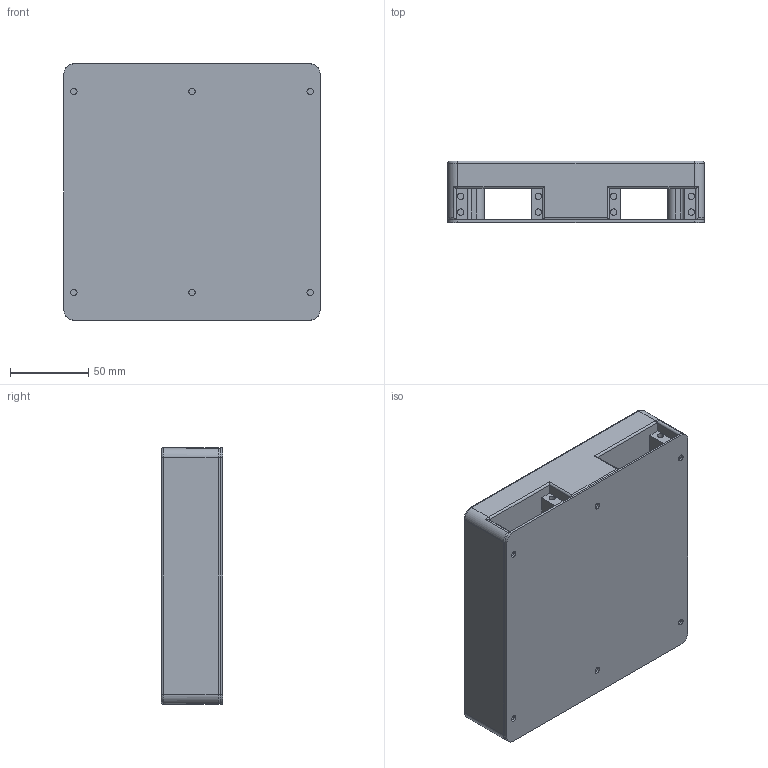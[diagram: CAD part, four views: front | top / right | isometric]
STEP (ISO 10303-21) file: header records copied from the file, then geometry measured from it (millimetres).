
FILE_DESCRIPTION(/* description */ (''),/* implementation_level */ '2;1');
FILE_NAME(/* name */ 'Chassis v15.step',/* time_stamp */ '2023-02-17T19:36:52-06:00',/* author */ (''),/* organization */ (''),/* preprocessor_version */ 'ST-DEVELOPER v19.2',/* originating_system */ 'Autodesk Translation Framework v11.17.0.187',/* authorisation */ '');
FILE_SCHEMA (('AUTOMOTIVE_DESIGN { 1 0 10303 214 3 1 1 }'));
Length unit declared in the file: inch
Products named in the file (1): Chassis
Bounding box: 163.32 x 39.12 x 163.32 mm (x, y, z)
Volume: 481570.6 mm3; surface area: 153711.8 mm2
Topology: 2 solids, 2 shells, 960 faces, 2548 edges, 1672 vertices
Faces by surface type: plane 455, bspline 323, cylinder 152, torus 28, sphere 2
Full cylindrical faces by diameter (mm): 3.4 x4, 4.039 x50
Entity records: 33133 total; most frequent: CARTESIAN_POINT 11191, ORIENTED_EDGE 5088, DIRECTION 3488, EDGE_CURVE 2544, VERTEX_POINT 1672, LINE 1552, VECTOR 1552, EDGE_LOOP 1064
